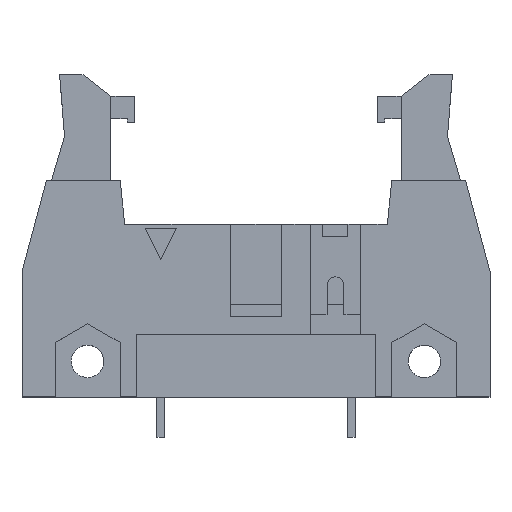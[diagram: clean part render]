
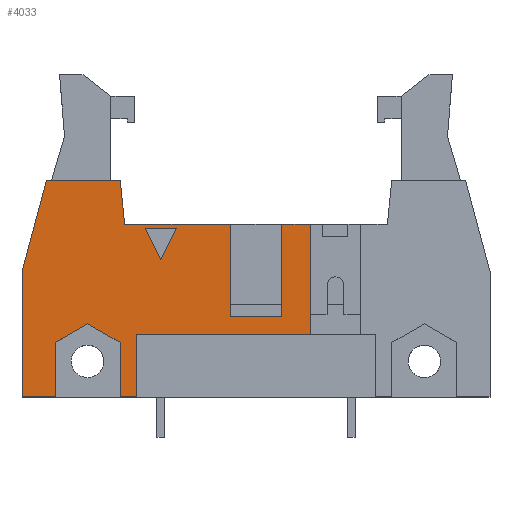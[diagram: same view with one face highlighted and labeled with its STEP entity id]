
A CAD part, top view. The second image highlights one B-rep face of the part: STEP entity #4033.
In plain terms, the highlighted free-form (B-spline) face has degree [1, 1] with [2, 2] control points.
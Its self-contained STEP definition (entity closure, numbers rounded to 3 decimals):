
#64=CARTESIAN_POINT('V240',(-20.493,13.59,
   8.5));
#65=VERTEX_POINT('V240',#64);
#71=CARTESIAN_POINT('V239',(-19.243,16.09,
   8.5));
#72=VERTEX_POINT('V239',#71);
#73=CARTESIAN_POINT('E361',(-19.243,16.09,
   8.5));
#74=CARTESIAN_POINT('E361',(-20.493,13.59,
   8.5));
#75=B_SPLINE_CURVE_WITH_KNOTS('E361',1,(#73,#74),.POLYLINE_FORM.,.F.,
   .U.,(2,2),(0.0,9.317),.UNSPECIFIED.);
#76=EDGE_CURVE('E361',#72,#65,#75,.T.);
#98=CARTESIAN_POINT('V238',(-21.743,16.09,
   8.5));
#99=VERTEX_POINT('V238',#98);
#107=CARTESIAN_POINT('E363',(-20.493,13.59,
   8.5));
#108=CARTESIAN_POINT('E363',(-21.743,16.09,
   8.5));
#109=B_SPLINE_CURVE_WITH_KNOTS('E363',1,(#107,#108),.POLYLINE_FORM.,
   .F.,.U.,(2,2),(0.0,9.317),.UNSPECIFIED.);
#110=EDGE_CURVE('E363',#65,#99,#109,.T.);
#142=CARTESIAN_POINT('E359',(-21.743,16.09,
   8.5));
#143=CARTESIAN_POINT('E359',(-19.243,16.09,
   8.5));
#144=B_SPLINE_CURVE_WITH_KNOTS('E359',1,(#142,#143),.POLYLINE_FORM.,
   .F.,.U.,(2,2),(0.0,8.333),.UNSPECIFIED.);
#145=EDGE_CURVE('E359',#99,#72,#144,.T.);
#653=CARTESIAN_POINT('V183',(-10.823,8.99,
   8.5));
#654=VERTEX_POINT('V183',#653);
#669=CARTESIAN_POINT('V184',(-14.923,8.99,
   8.5));
#670=VERTEX_POINT('V184',#669);
#676=CARTESIAN_POINT('E272',(-10.823,8.99,
   8.5));
#677=CARTESIAN_POINT('E272',(-14.923,8.99,
   8.5));
#678=QUASI_UNIFORM_CURVE('E272',1,(#676,#677),.POLYLINE_FORM.,.F.,
   .U.);
#679=EDGE_CURVE('E272',#654,#670,#678,.T.);
#1067=CARTESIAN_POINT('V170',(-14.923,16.39,
   8.5));
#1068=VERTEX_POINT('V170',#1067);
#1083=CARTESIAN_POINT('V166',(-23.364,16.39,
   8.5));
#1084=VERTEX_POINT('V166',#1083);
#1090=CARTESIAN_POINT('E243',(-23.364,16.39,
   8.5));
#1091=CARTESIAN_POINT('E243',(-14.923,16.39,
   8.5));
#1092=B_SPLINE_CURVE_WITH_KNOTS('E243',1,(#1090,#1091),
   .POLYLINE_FORM.,.F.,.U.,(2,2),(0.0,0.993),
   .UNSPECIFIED.);
#1093=EDGE_CURVE('E243',#1084,#1068,#1092,.T.);
#1110=CARTESIAN_POINT('V165',(-23.728,19.89,
   8.5));
#1111=VERTEX_POINT('V165',#1110);
#1117=CARTESIAN_POINT('E234',(-23.728,19.89,
   8.5));
#1118=CARTESIAN_POINT('E234',(-23.364,16.39,
   8.5));
#1119=QUASI_UNIFORM_CURVE('E234',1,(#1117,#1118),.POLYLINE_FORM.,.F.,
   .U.);
#1120=EDGE_CURVE('E234',#1111,#1084,#1119,.T.);
#1568=CARTESIAN_POINT('V173',(-10.823,16.39,
   8.5));
#1569=VERTEX_POINT('V173',#1568);
#1575=CARTESIAN_POINT('V124',(-8.523,16.39,
   8.5));
#1576=VERTEX_POINT('V124',#1575);
#1577=CARTESIAN_POINT('E246',(-10.823,16.39,
   8.5));
#1578=CARTESIAN_POINT('E246',(-8.523,16.39,
   8.5));
#1579=B_SPLINE_CURVE_WITH_KNOTS('E246',1,(#1577,#1578),
   .POLYLINE_FORM.,.F.,.U.,(2,2),(1.475,
   1.746),.UNSPECIFIED.);
#1580=EDGE_CURVE('E246',#1569,#1576,#1579,.T.);
#2403=CARTESIAN_POINT('V90',(-28.933,2.59,
   8.5));
#2404=VERTEX_POINT('V90',#2403);
#2417=CARTESIAN_POINT('V152',(-28.933,6.945,
   8.5));
#2418=VERTEX_POINT('V152',#2417);
#2424=CARTESIAN_POINT('E208',(-28.933,2.59,
   8.5));
#2425=CARTESIAN_POINT('E208',(-28.933,6.945,
   8.5));
#2426=B_SPLINE_CURVE_WITH_KNOTS('E208',1,(#2424,#2425),
   .POLYLINE_FORM.,.F.,.U.,(2,2),(0.0,2.562),
   .UNSPECIFIED.);
#2427=EDGE_CURVE('E208',#2404,#2418,#2426,.T.);
#2445=CARTESIAN_POINT('V154',(-26.333,8.446,
   8.5));
#2446=VERTEX_POINT('V154',#2445);
#2452=CARTESIAN_POINT('E211',(-28.933,6.945,
   8.5));
#2453=CARTESIAN_POINT('E211',(-26.333,8.446,
   8.5));
#2454=B_SPLINE_CURVE_WITH_KNOTS('E211',1,(#2452,#2453),
   .POLYLINE_FORM.,.F.,.U.,(2,2),(0.0,1.766),
   .UNSPECIFIED.);
#2455=EDGE_CURVE('E211',#2418,#2446,#2454,.T.);
#2473=CARTESIAN_POINT('V156',(-23.733,6.945,
   8.5));
#2474=VERTEX_POINT('V156',#2473);
#2480=CARTESIAN_POINT('E214',(-26.333,8.446,
   8.5));
#2481=CARTESIAN_POINT('E214',(-23.733,6.945,
   8.5));
#2482=B_SPLINE_CURVE_WITH_KNOTS('E214',1,(#2480,#2481),
   .POLYLINE_FORM.,.F.,.U.,(2,2),(0.0,1.766),
   .UNSPECIFIED.);
#2483=EDGE_CURVE('E214',#2446,#2474,#2482,.T.);
#2501=CARTESIAN_POINT('V87',(-23.733,2.59,
   8.5));
#2502=VERTEX_POINT('V87',#2501);
#2508=CARTESIAN_POINT('E217',(-23.733,6.945,
   8.5));
#2509=CARTESIAN_POINT('E217',(-23.733,2.59,
   8.5));
#2510=B_SPLINE_CURVE_WITH_KNOTS('E217',1,(#2508,#2509),
   .POLYLINE_FORM.,.F.,.U.,(2,2),(0.0,2.562),
   .UNSPECIFIED.);
#2511=EDGE_CURVE('E217',#2474,#2502,#2510,.T.);
#2892=CARTESIAN_POINT('V161',(-31.573,12.59,
   8.5));
#2893=VERTEX_POINT('V161',#2892);
#2899=CARTESIAN_POINT('V162',(-29.617,19.89,
   8.5));
#2900=VERTEX_POINT('V162',#2899);
#2901=CARTESIAN_POINT('E230',(-31.573,12.59,
   8.5));
#2902=CARTESIAN_POINT('E230',(-29.617,19.89,
   8.5));
#2903=QUASI_UNIFORM_CURVE('E230',1,(#2901,#2902),.POLYLINE_FORM.,.F.,
   .U.);
#2904=EDGE_CURVE('E230',#2893,#2900,#2903,.T.);
#2926=CARTESIAN_POINT('V91',(-31.573,2.59,
   8.5));
#2927=VERTEX_POINT('V91',#2926);
#2933=CARTESIAN_POINT('E228',(-31.573,2.59,
   8.5));
#2934=CARTESIAN_POINT('E228',(-31.573,12.59,
   8.5));
#2935=B_SPLINE_CURVE_WITH_KNOTS('E228',1,(#2933,#2934),
   .POLYLINE_FORM.,.F.,.U.,(2,2),(0.0,1.176),
   .UNSPECIFIED.);
#2936=EDGE_CURVE('E228',#2927,#2893,#2935,.T.);
#3151=CARTESIAN_POINT('V86',(-22.413,2.59,
   8.5));
#3152=VERTEX_POINT('V86',#3151);
#3158=CARTESIAN_POINT('E118',(-22.413,2.59,
   8.5));
#3159=CARTESIAN_POINT('E118',(-23.733,2.59,
   8.5));
#3160=B_SPLINE_CURVE_WITH_KNOTS('E118',1,(#3158,#3159),
   .POLYLINE_FORM.,.F.,.U.,(2,2),(3.322,
   3.478),.UNSPECIFIED.);
#3161=EDGE_CURVE('E118',#3152,#2502,#3160,.T.);
#3166=CARTESIAN_POINT('E122',(-28.933,2.59,
   8.5));
#3167=CARTESIAN_POINT('E122',(-31.573,2.59,
   8.5));
#3168=B_SPLINE_CURVE_WITH_KNOTS('E122',1,(#3166,#3167),
   .POLYLINE_FORM.,.F.,.U.,(2,2),(4.089,
   4.4),.UNSPECIFIED.);
#3169=EDGE_CURVE('E122',#2404,#2927,#3168,.T.);
#3213=CARTESIAN_POINT('V135',(-22.413,7.59,
   8.5));
#3214=VERTEX_POINT('V135',#3213);
#3215=CARTESIAN_POINT('E267',(-22.413,2.59,
   8.5));
#3216=CARTESIAN_POINT('E267',(-22.413,7.59,
   8.5));
#3217=B_SPLINE_CURVE_WITH_KNOTS('E267',1,(#3215,#3216),
   .POLYLINE_FORM.,.F.,.U.,(2,2),(0.0,4.167),
   .UNSPECIFIED.);
#3218=EDGE_CURVE('E267',#3152,#3214,#3217,.T.);
#3749=CARTESIAN_POINT('E354',(-29.617,19.89,
   8.5));
#3750=CARTESIAN_POINT('E354',(-23.728,19.89,
   8.5));
#3751=QUASI_UNIFORM_CURVE('E354',1,(#3749,#3750),.POLYLINE_FORM.,.F.,
   .U.);
#3752=EDGE_CURVE('E354',#2900,#1111,#3751,.T.);
#3822=CARTESIAN_POINT('E279',(-14.923,8.99,
   8.5));
#3823=CARTESIAN_POINT('E279',(-14.923,16.39,
   8.5));
#3824=B_SPLINE_CURVE_WITH_KNOTS('E279',1,(#3822,#3823),
   .POLYLINE_FORM.,.F.,.U.,(2,2),(0.0,3.7),
   .UNSPECIFIED.);
#3825=EDGE_CURVE('E279',#670,#1068,#3824,.T.);
#3872=CARTESIAN_POINT('E276',(-10.823,16.39,
   8.5));
#3873=CARTESIAN_POINT('E276',(-10.823,8.99,
   8.5));
#3874=B_SPLINE_CURVE_WITH_KNOTS('E276',1,(#3872,#3873),
   .POLYLINE_FORM.,.F.,.U.,(2,2),(0.0,3.7),
   .UNSPECIFIED.);
#3875=EDGE_CURVE('E276',#1569,#654,#3874,.T.);
#3964=CARTESIAN_POINT('V123',(-8.523,7.59,
   8.5));
#3965=VERTEX_POINT('V123',#3964);
#3971=CARTESIAN_POINT('E184',(-22.413,7.59,
   8.5));
#3972=CARTESIAN_POINT('E184',(-8.523,7.59,
   8.5));
#3973=B_SPLINE_CURVE_WITH_KNOTS('E184',1,(#3971,#3972),
   .POLYLINE_FORM.,.F.,.U.,(2,2),(0.0,2.778),
   .UNSPECIFIED.);
#3974=EDGE_CURVE('E184',#3214,#3965,#3973,.T.);
#3994=CARTESIAN_POINT('E163',(-8.523,7.59,
   8.5));
#3995=CARTESIAN_POINT('E163',(-8.523,16.39,
   8.5));
#3996=B_SPLINE_CURVE_WITH_KNOTS('E163',1,(#3994,#3995),
   .POLYLINE_FORM.,.F.,.U.,(2,2),(0.0,2.2),
   .UNSPECIFIED.);
#3997=EDGE_CURVE('E163',#3965,#1576,#3996,.T.);
#4003=CARTESIAN_POINT('F136',(-33.443,1.725,
   8.5));
#4004=CARTESIAN_POINT('F136',(7.697,1.725,
   8.5));
#4005=CARTESIAN_POINT('F136',(-33.443,20.755,
   8.5));
#4006=CARTESIAN_POINT('F136',(7.697,20.755,
   8.5));
#4007=QUASI_UNIFORM_SURFACE('F136',1,1,((#4003,#4005),(#4004,
   #4006)),.PLANE_SURF.,.F.,.F.,.U.);
#4008=ORIENTED_EDGE('E163',*,*,#3997,.T.);
#4009=ORIENTED_EDGE('E246',*,*,#1580,.F.);
#4010=ORIENTED_EDGE('E276',*,*,#3875,.T.);
#4011=ORIENTED_EDGE('F98',*,*,#679,.T.);
#4012=ORIENTED_EDGE('E279',*,*,#3825,.T.);
#4013=ORIENTED_EDGE('F81',*,*,#1093,.F.);
#4014=ORIENTED_EDGE('E234',*,*,#1120,.F.);
#4015=ORIENTED_EDGE('E354',*,*,#3752,.F.);
#4016=ORIENTED_EDGE('E230',*,*,#2904,.F.);
#4017=ORIENTED_EDGE('E228',*,*,#2936,.F.);
#4018=ORIENTED_EDGE('E122',*,*,#3169,.F.);
#4019=ORIENTED_EDGE('F66',*,*,#2427,.T.);
#4020=ORIENTED_EDGE('F67',*,*,#2455,.T.);
#4021=ORIENTED_EDGE('F68',*,*,#2483,.T.);
#4022=ORIENTED_EDGE('F69',*,*,#2511,.T.);
#4023=ORIENTED_EDGE('E118',*,*,#3161,.F.);
#4024=ORIENTED_EDGE('E267',*,*,#3218,.T.);
#4025=ORIENTED_EDGE('E184',*,*,#3974,.T.);
#4026=EDGE_LOOP('F136',(#4008,#4009,#4010,#4011,#4012,#4013,#4014,
   #4015,#4016,#4017,#4018,#4019,#4020,#4021,#4022,#4023,#4024,#4025)
   );
#4027=FACE_OUTER_BOUND('F136',#4026,.T.);
#4028=ORIENTED_EDGE('E359',*,*,#145,.T.);
#4029=ORIENTED_EDGE('E361',*,*,#76,.T.);
#4030=ORIENTED_EDGE('E363',*,*,#110,.T.);
#4031=EDGE_LOOP('F136',(#4028,#4029,#4030));
#4032=FACE_BOUND('F136',#4031,.T.);
#4033=ADVANCED_FACE('F136',(#4027,#4032),#4007,.T.);
